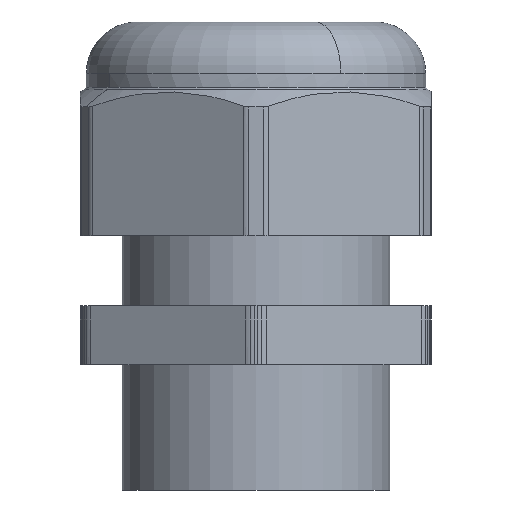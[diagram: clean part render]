
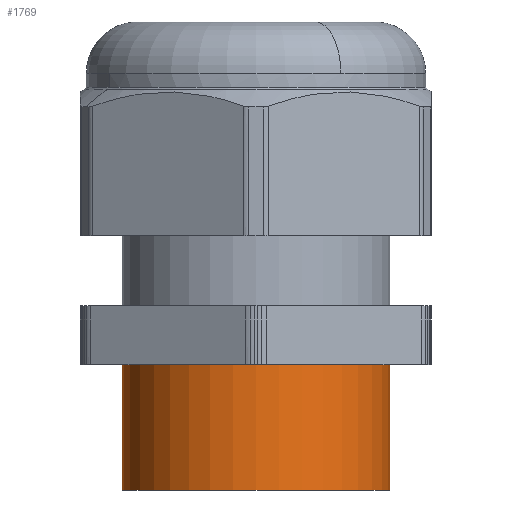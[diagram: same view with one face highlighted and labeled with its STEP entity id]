
A CAD part, front view. The second image highlights one B-rep face of the part: STEP entity #1769.
In plain terms, the highlighted cylindrical face has radius 16 mm (diameter 32 mm), a partial arc.
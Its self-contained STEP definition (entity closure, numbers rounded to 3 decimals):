
#1733=AXIS2_PLACEMENT_3D('Cylinder Axis2P3D',#1730,#1731,#1732) ;
#1746=AXIS2_PLACEMENT_3D('Circle Axis2P3D',#1744,#1745,$) ;
#1760=AXIS2_PLACEMENT_3D('Circle Axis2P3D',#1758,#1759,$) ;
#1730=CARTESIAN_POINT('Axis2P3D Location',(21.,23.834,25.72)) ;
#1735=CARTESIAN_POINT('Line Origine',(5.,23.834,25.72)) ;
#1739=CARTESIAN_POINT('Vertex',(5.,23.834,0.)) ;
#1741=CARTESIAN_POINT('Vertex',(5.,23.834,15.)) ;
#1744=CARTESIAN_POINT('Axis2P3D Location',(21.,23.834,0.)) ;
#1748=CARTESIAN_POINT('Vertex',(37.,23.834,0.)) ;
#1751=CARTESIAN_POINT('Line Origine',(37.,23.834,25.72)) ;
#1755=CARTESIAN_POINT('Vertex',(37.,23.834,15.)) ;
#1758=CARTESIAN_POINT('Axis2P3D Location',(21.,23.834,15.)) ;
#1731=DIRECTION('Axis2P3D Direction',(0.,0.,-1.)) ;
#1732=DIRECTION('Axis2P3D XDirection',(1.,0.,0.)) ;
#1736=DIRECTION('Vector Direction',(0.,0.,-1.)) ;
#1745=DIRECTION('Axis2P3D Direction',(0.,0.,-1.)) ;
#1752=DIRECTION('Vector Direction',(0.,0.,-1.)) ;
#1759=DIRECTION('Axis2P3D Direction',(0.,0.,-1.)) ;
#1737=VECTOR('Line Direction',#1736,1.) ;
#1753=VECTOR('Line Direction',#1752,1.) ;
#1764=ORIENTED_EDGE('',*,*,#1743,.F.) ;
#1765=ORIENTED_EDGE('',*,*,#1750,.F.) ;
#1766=ORIENTED_EDGE('',*,*,#1757,.T.) ;
#1767=ORIENTED_EDGE('',*,*,#1762,.T.) ;
#1769=ADVANCED_FACE('VG_M32_UT\\Hauptk\X2\00F6\X0\rper',(#1768),#1734,.T.) ;
#1747=CIRCLE('generated circle',#1746,16.) ;
#1761=CIRCLE('generated circle',#1760,16.) ;
#1734=CYLINDRICAL_SURFACE('generated cylinder',#1733,16.) ;
#1743=EDGE_CURVE('',#1740,#1742,#1738,.F.) ;
#1750=EDGE_CURVE('',#1749,#1740,#1747,.T.) ;
#1757=EDGE_CURVE('',#1749,#1756,#1754,.F.) ;
#1762=EDGE_CURVE('',#1756,#1742,#1761,.T.) ;
#1763=EDGE_LOOP('',(#1764,#1765,#1766,#1767)) ;
#1768=FACE_OUTER_BOUND('',#1763,.T.) ;
#1738=LINE('Line',#1735,#1737) ;
#1754=LINE('Line',#1751,#1753) ;
#1740=VERTEX_POINT('',#1739) ;
#1742=VERTEX_POINT('',#1741) ;
#1749=VERTEX_POINT('',#1748) ;
#1756=VERTEX_POINT('',#1755) ;
